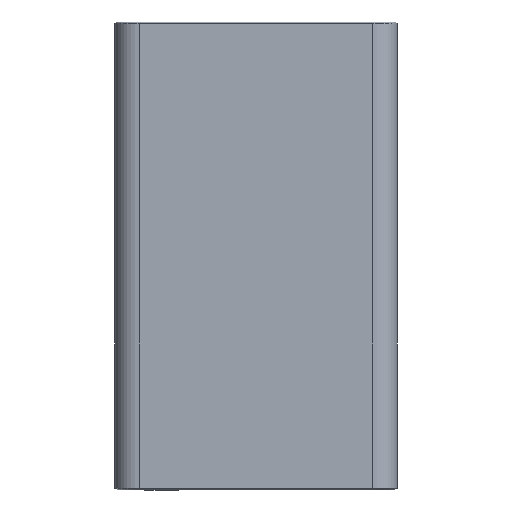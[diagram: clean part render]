
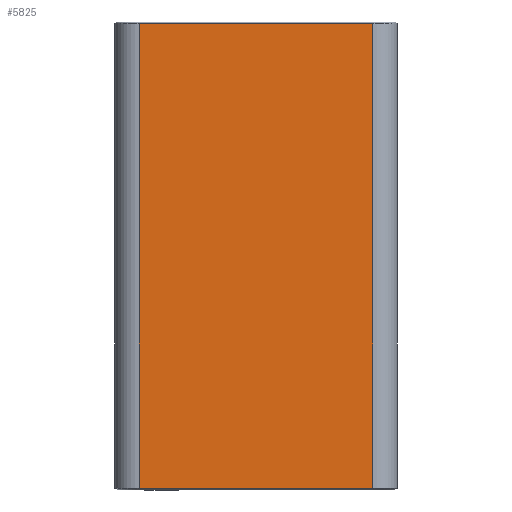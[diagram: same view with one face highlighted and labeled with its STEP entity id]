
A CAD part, front view. The second image highlights one B-rep face of the part: STEP entity #5825.
In plain terms, the highlighted planar face has unit normal (0, -1, 0).
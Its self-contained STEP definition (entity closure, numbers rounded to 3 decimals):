
#416=PLANE('',#6408);
#706=FACE_OUTER_BOUND('',#1084,.T.);
#1084=EDGE_LOOP('',(#4901,#4902,#4903,#4904));
#1630=LINE('',#9478,#2194);
#1632=LINE('',#9484,#2196);
#1643=LINE('',#9516,#2207);
#1644=LINE('',#9518,#2208);
#2194=VECTOR('',#7705,10.);
#2196=VECTOR('',#7711,10.);
#2207=VECTOR('',#7744,10.);
#2208=VECTOR('',#7747,10.);
#2912=VERTEX_POINT('',#9467);
#2913=VERTEX_POINT('',#9471);
#2916=VERTEX_POINT('',#9482);
#2925=VERTEX_POINT('',#9509);
#3592=EDGE_CURVE('',#2913,#2912,#1630,.T.);
#3595=EDGE_CURVE('',#2916,#2913,#1632,.T.);
#3611=EDGE_CURVE('',#2925,#2916,#1643,.T.);
#3612=EDGE_CURVE('',#2925,#2912,#1644,.T.);
#4901=ORIENTED_EDGE('',*,*,#3592,.F.);
#4902=ORIENTED_EDGE('',*,*,#3595,.F.);
#4903=ORIENTED_EDGE('',*,*,#3611,.F.);
#4904=ORIENTED_EDGE('',*,*,#3612,.T.);
#5825=ADVANCED_FACE('',(#706),#416,.T.);
#6408=AXIS2_PLACEMENT_3D('',#9536,#7768,#7769);
#7705=DIRECTION('',(1.,0.,0.));
#7711=DIRECTION('',(0.,0.,1.));
#7744=DIRECTION('',(-1.,0.,0.));
#7747=DIRECTION('',(0.,0.,1.));
#7768=DIRECTION('center_axis',(0.,-1.,0.));
#7769=DIRECTION('ref_axis',(1.,0.,0.));
#9467=CARTESIAN_POINT('',(36.95,-7.65,73.45));
#9471=CARTESIAN_POINT('',(-36.95,-7.65,73.45));
#9478=CARTESIAN_POINT('',(-18.475,-7.65,73.45));
#9482=CARTESIAN_POINT('',(-36.95,-7.65,-73.45));
#9484=CARTESIAN_POINT('',(-36.95,-7.65,0.));
#9509=CARTESIAN_POINT('',(36.95,-7.65,-73.45));
#9516=CARTESIAN_POINT('',(-18.475,-7.65,-73.45));
#9518=CARTESIAN_POINT('',(36.95,-7.65,0.));
#9536=CARTESIAN_POINT('Origin',(-36.95,-7.65,0.));
